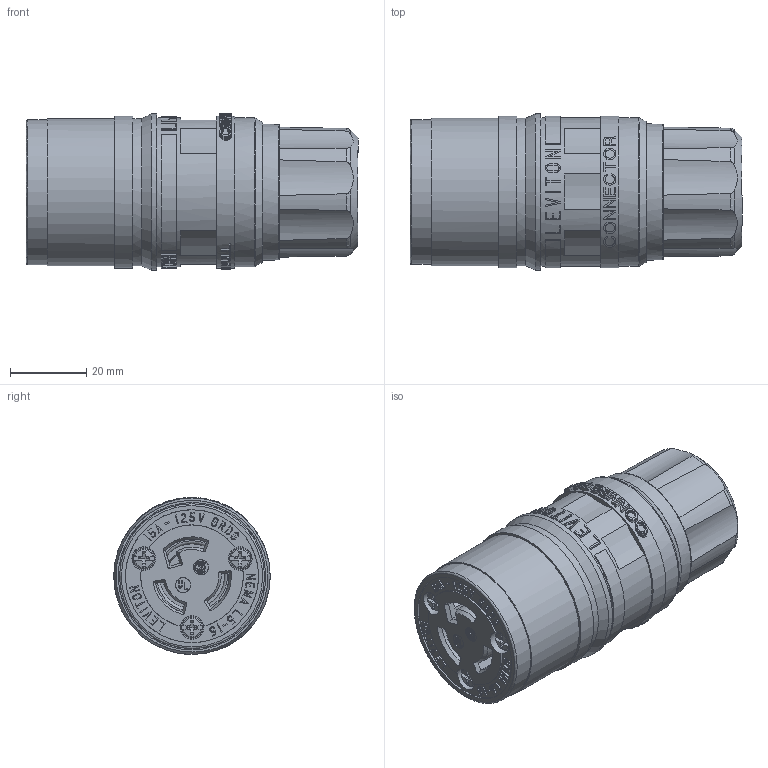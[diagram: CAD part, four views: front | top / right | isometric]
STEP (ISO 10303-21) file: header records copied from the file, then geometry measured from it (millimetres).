
FILE_DESCRIPTION (( 'STEP AP214' ), '1' );
FILE_NAME ('CATSTD-74W47-00C-M01.STEP', '2020-09-18T16:20:03', ( '' ), ( '' ), 'SwSTEP 2.0', 'SolidWorks 2020', '' );
FILE_SCHEMA (( 'AUTOMOTIVE_DESIGN' ));
Length unit declared in the file: inch
Products named in the file (1): CATSTD-74W47-00C-M01
Bounding box: 87.3 x 41.15 x 41.26 mm (x, y, z)
Volume: 94599.7 mm3; surface area: 72593.5 mm2
Topology: 10 solids, 10 shells, 2309 faces, 6303 edges, 4195 vertices
Faces by surface type: plane 1805, cylinder 382, cone 70, torus 34, bspline 12, sphere 6
Full cylindrical faces by diameter (mm): 2.489 x5, 2.692 x3, 2.946 x3, 3.175 x7, 3.48 x5, 3.962 x2, 5.156 x1, 6.223 x3, 11.1 x1, 17.043 x2, 17.145 x1, 20.625 x2, 23.012 x10, 23.749 x1, 25.4 x3, 31.571 x8, 34.112 x4, 34.95 x1, 38.1 x1, 38.735 x4, 39.116 x4, 39.878 x4, 41.148 x2
Entity records: 111556 total; most frequent: CARTESIAN_POINT 28599, ORIENTED_EDGE 12266, DIRECTION 8528, EDGE_CURVE 6133, VERTEX_POINT 4162, AXIS2_PLACEMENT_3D 2862, LINE 2804, VECTOR 2804
